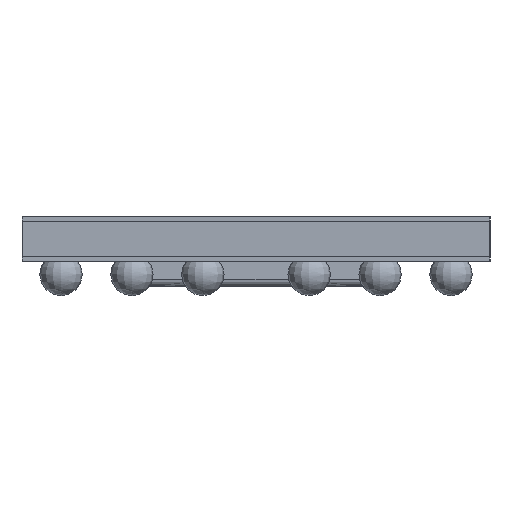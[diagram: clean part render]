
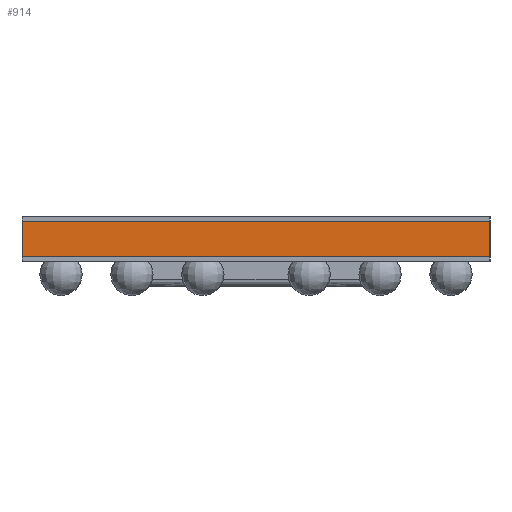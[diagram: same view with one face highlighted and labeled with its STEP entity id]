
A CAD part, left-side view. The second image highlights one B-rep face of the part: STEP entity #914.
In plain terms, the highlighted planar face has unit normal (-1, 0, 0).
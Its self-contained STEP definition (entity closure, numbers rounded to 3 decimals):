
#914=ADVANCED_FACE('',(#1016),#2261,.T.);
#1016=FACE_OUTER_BOUND('',#1115,.T.);
#1115=EDGE_LOOP('',(#1413,#1414,#1415,#1416));
#1413=ORIENTED_EDGE('',*,*,#1688,.F.);
#1414=ORIENTED_EDGE('',*,*,#1690,.T.);
#1415=ORIENTED_EDGE('',*,*,#1682,.T.);
#1416=ORIENTED_EDGE('',*,*,#1689,.F.);
#1682=EDGE_CURVE('',#2165,#2163,#1888,.T.);
#1688=EDGE_CURVE('',#2170,#2169,#1894,.T.);
#1689=EDGE_CURVE('',#2169,#2163,#1895,.T.);
#1690=EDGE_CURVE('',#2170,#2165,#1896,.T.);
#1888=B_SPLINE_CURVE_WITH_KNOTS('',1,(#5525,#5526),.UNSPECIFIED.,.F.,.F.,
(2,2),(0.035,0.285),.UNSPECIFIED.);
#1894=B_SPLINE_CURVE_WITH_KNOTS('',1,(#5537,#5538),.UNSPECIFIED.,.F.,.F.,
(2,2),(0.035,0.285),.UNSPECIFIED.);
#1895=B_SPLINE_CURVE_WITH_KNOTS('',1,(#5539,#5540),.UNSPECIFIED.,.F.,.F.,
(2,2),(16.7,20.),.UNSPECIFIED.);
#1896=B_SPLINE_CURVE_WITH_KNOTS('',1,(#5541,#5542),.UNSPECIFIED.,.F.,.F.,
(2,2),(16.7,20.),.UNSPECIFIED.);
#2163=VERTEX_POINT('',#5511);
#2165=VERTEX_POINT('',#5513);
#2169=VERTEX_POINT('',#5517);
#2170=VERTEX_POINT('',#5518);
#2261=PLANE('',#2318);
#2318=AXIS2_PLACEMENT_3D('',#5510,#2359,$);
#2359=DIRECTION('',(-1.,0.,0.));
#5510=CARTESIAN_POINT('',(-3.35,1.65,0.24));
#5511=CARTESIAN_POINT('',(-3.35,-1.65,0.525));
#5513=CARTESIAN_POINT('',(-3.35,-1.65,0.275));
#5517=CARTESIAN_POINT('',(-3.35,1.65,0.525));
#5518=CARTESIAN_POINT('',(-3.35,1.65,0.275));
#5525=CARTESIAN_POINT('',(-3.35,-1.65,0.275));
#5526=CARTESIAN_POINT('',(-3.35,-1.65,0.525));
#5537=CARTESIAN_POINT('',(-3.35,1.65,0.275));
#5538=CARTESIAN_POINT('',(-3.35,1.65,0.525));
#5539=CARTESIAN_POINT('',(-3.35,1.65,0.525));
#5540=CARTESIAN_POINT('',(-3.35,-1.65,0.525));
#5541=CARTESIAN_POINT('',(-3.35,1.65,0.275));
#5542=CARTESIAN_POINT('',(-3.35,-1.65,0.275));
